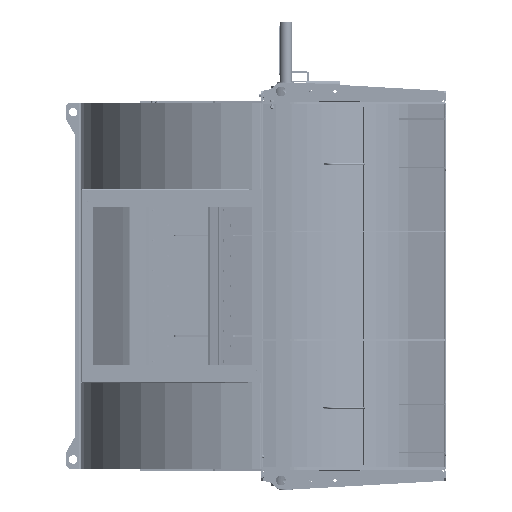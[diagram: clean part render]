
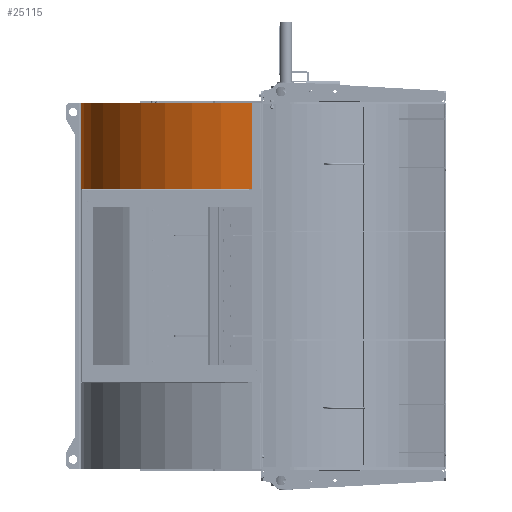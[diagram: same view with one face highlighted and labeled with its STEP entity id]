
A CAD part, left-side view. The second image highlights one B-rep face of the part: STEP entity #25115.
In plain terms, the highlighted cylindrical face has radius 770.15 mm (diameter 1540.3 mm), a partial arc.
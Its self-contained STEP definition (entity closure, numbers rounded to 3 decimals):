
#2930 = DIRECTION ( 'NONE',  ( -1., 0., 0. ) ) ;
#5434 = CARTESIAN_POINT ( 'NONE',  ( 0., 50., 740. ) ) ;
#10047 = DIRECTION ( 'NONE',  ( -1., 0., 0. ) ) ;
#14124 = CARTESIAN_POINT ( 'NONE',  ( 0., 50., -30.15 ) ) ;
#14638 = DIRECTION ( 'NONE',  ( -1., 0., 0. ) ) ;
#15129 = ORIENTED_EDGE ( 'NONE', *, *, #59632, .T. ) ;
#17049 = VERTEX_POINT ( 'NONE', #67661 ) ;
#19954 = LINE ( 'NONE', #43483, #49520 ) ;
#22600 = AXIS2_PLACEMENT_3D ( 'NONE', #14124, #14638, #71214 ) ;
#25115 = ADVANCED_FACE ( 'NONE', ( #41349 ), #74438, .T. ) ;
#25448 = ORIENTED_EDGE ( 'NONE', *, *, #45771, .T. ) ;
#29946 = CIRCLE ( 'NONE', #89576, 770.15 ) ;
#32397 = VERTEX_POINT ( 'NONE', #95919 ) ;
#33206 = ORIENTED_EDGE ( 'NONE', *, *, #48491, .F. ) ;
#40324 = ORIENTED_EDGE ( 'NONE', *, *, #67130, .F. ) ;
#41349 = FACE_OUTER_BOUND ( 'NONE', #57055, .T. ) ;
#42578 = LINE ( 'NONE', #82611, #61625 ) ;
#43483 = CARTESIAN_POINT ( 'NONE',  ( 353., 50., 740. ) ) ;
#45771 = EDGE_CURVE ( 'NONE', #17049, #45838, #19954, .T. ) ;
#45838 = VERTEX_POINT ( 'NONE', #5434 ) ;
#46198 = DIRECTION ( 'NONE',  ( 0., 0., -1. ) ) ;
#48491 = EDGE_CURVE ( 'NONE', #32397, #45838, #68596, .T. ) ;
#49520 = VECTOR ( 'NONE', #2930, 1000. ) ;
#57055 = EDGE_LOOP ( 'NONE', ( #33206, #40324, #15129, #25448 ) ) ;
#59632 = EDGE_CURVE ( 'NONE', #84420, #17049, #29946, .T. ) ;
#61625 = VECTOR ( 'NONE', #10047, 1000. ) ;
#62168 = CARTESIAN_POINT ( 'NONE',  ( 353., 50., -30.15 ) ) ;
#62314 = CARTESIAN_POINT ( 'NONE',  ( 353., -716.93, 40.201 ) ) ;
#65879 = CARTESIAN_POINT ( 'NONE',  ( 353., 50., -30.15 ) ) ;
#67130 = EDGE_CURVE ( 'NONE', #84420, #32397, #42578, .T. ) ;
#67661 = CARTESIAN_POINT ( 'NONE',  ( 353., 50., 740. ) ) ;
#68596 = CIRCLE ( 'NONE', #22600, 770.15 ) ;
#70705 = DIRECTION ( 'NONE',  ( -1., 0., 0. ) ) ;
#71214 = DIRECTION ( 'NONE',  ( 0., 0., -1. ) ) ;
#74438 = CYLINDRICAL_SURFACE ( 'NONE', #90893, 770.15 ) ;
#82611 = CARTESIAN_POINT ( 'NONE',  ( 353., -716.93, 40.201 ) ) ;
#84420 = VERTEX_POINT ( 'NONE', #62314 ) ;
#89576 = AXIS2_PLACEMENT_3D ( 'NONE', #62168, #70705, #46198 ) ;
#90893 = AXIS2_PLACEMENT_3D ( 'NONE', #65879, #98995, #90952 ) ;
#90952 = DIRECTION ( 'NONE',  ( 0., 0., 1. ) ) ;
#95919 = CARTESIAN_POINT ( 'NONE',  ( 0., -716.93, 40.201 ) ) ;
#98995 = DIRECTION ( 'NONE',  ( -1., 0., 0. ) ) ;
